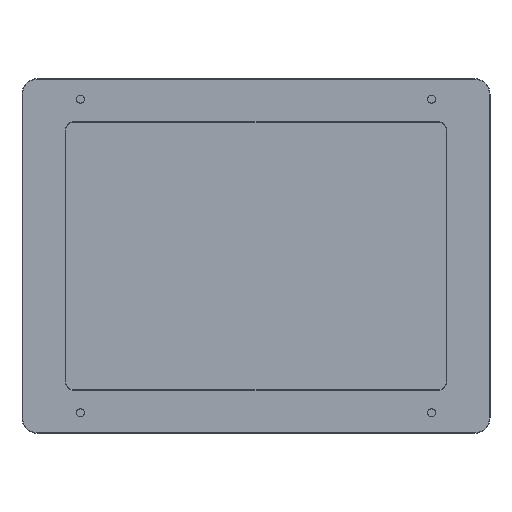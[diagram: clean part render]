
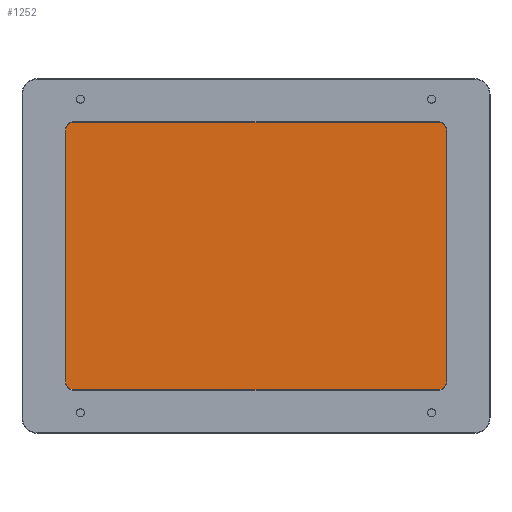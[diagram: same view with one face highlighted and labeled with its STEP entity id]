
A CAD part, front view. The second image highlights one B-rep face of the part: STEP entity #1252.
In plain terms, the highlighted planar face has unit normal (0, -1, 0).
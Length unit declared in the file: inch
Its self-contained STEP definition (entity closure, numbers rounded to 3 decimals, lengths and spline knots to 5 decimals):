
#66=FACE_OUTER_BOUND('',#150,.T.);
#150=EDGE_LOOP('',(#847,#848,#849,#850,#851,#852,#853,#854));
#247=LINE('',#1950,#363);
#248=LINE('',#1954,#364);
#249=LINE('',#1958,#365);
#250=LINE('',#1962,#366);
#363=VECTOR('',#1525,0.3937);
#364=VECTOR('',#1528,0.3937);
#365=VECTOR('',#1531,0.3937);
#366=VECTOR('',#1534,0.3937);
#479=CIRCLE('',#1361,0.212);
#480=CIRCLE('',#1362,0.212);
#481=CIRCLE('',#1363,0.212);
#482=CIRCLE('',#1364,0.212);
#551=VERTEX_POINT('',#1948);
#552=VERTEX_POINT('',#1949);
#553=VERTEX_POINT('',#1951);
#554=VERTEX_POINT('',#1953);
#555=VERTEX_POINT('',#1955);
#556=VERTEX_POINT('',#1957);
#557=VERTEX_POINT('',#1959);
#558=VERTEX_POINT('',#1961);
#663=EDGE_CURVE('',#551,#552,#247,.T.);
#664=EDGE_CURVE('',#553,#551,#479,.T.);
#665=EDGE_CURVE('',#554,#553,#248,.T.);
#666=EDGE_CURVE('',#555,#554,#480,.T.);
#667=EDGE_CURVE('',#556,#555,#249,.T.);
#668=EDGE_CURVE('',#557,#556,#481,.T.);
#669=EDGE_CURVE('',#558,#557,#250,.T.);
#670=EDGE_CURVE('',#552,#558,#482,.T.);
#847=ORIENTED_EDGE('',*,*,#663,.F.);
#848=ORIENTED_EDGE('',*,*,#664,.F.);
#849=ORIENTED_EDGE('',*,*,#665,.F.);
#850=ORIENTED_EDGE('',*,*,#666,.F.);
#851=ORIENTED_EDGE('',*,*,#667,.F.);
#852=ORIENTED_EDGE('',*,*,#668,.F.);
#853=ORIENTED_EDGE('',*,*,#669,.F.);
#854=ORIENTED_EDGE('',*,*,#670,.F.);
#1208=PLANE('',#1360);
#1252=ADVANCED_FACE('',(#66),#1208,.T.);
#1360=AXIS2_PLACEMENT_3D('',#1947,#1523,#1524);
#1361=AXIS2_PLACEMENT_3D('',#1952,#1526,#1527);
#1362=AXIS2_PLACEMENT_3D('',#1956,#1529,#1530);
#1363=AXIS2_PLACEMENT_3D('',#1960,#1532,#1533);
#1364=AXIS2_PLACEMENT_3D('',#1963,#1535,#1536);
#1523=DIRECTION('center_axis',(0.,-1.,0.));
#1524=DIRECTION('ref_axis',(-1.,0.,0.));
#1525=DIRECTION('',(1.,0.,0.));
#1526=DIRECTION('center_axis',(0.,1.,0.));
#1527=DIRECTION('ref_axis',(-1.,0.,0.));
#1528=DIRECTION('',(0.,0.,1.));
#1529=DIRECTION('center_axis',(0.,1.,0.));
#1530=DIRECTION('ref_axis',(0.,0.,
-1.));
#1531=DIRECTION('',(-1.,0.,0.));
#1532=DIRECTION('center_axis',(0.,1.,0.));
#1533=DIRECTION('ref_axis',(1.,0.,0.));
#1534=DIRECTION('',(0.,0.,-1.));
#1535=DIRECTION('center_axis',(0.,1.,0.));
#1536=DIRECTION('ref_axis',(0.,0.,
1.));
#1947=CARTESIAN_POINT('Origin',(5.94,-7.02828,-2.84366));
#1948=CARTESIAN_POINT('',(1.265,-7.02828,0.31156));
#1949=CARTESIAN_POINT('',(10.18382,-7.02828,0.31156));
#1950=CARTESIAN_POINT('',(7.95411,-7.02828,0.31156));
#1951=CARTESIAN_POINT('',(1.053,-7.02828,0.09956));
#1952=CARTESIAN_POINT('Origin',(1.265,-7.02828,0.09956));
#1953=CARTESIAN_POINT('',(1.053,-7.02828,-6.04366));
#1954=CARTESIAN_POINT('',(1.053,-7.02828,-1.43624));
#1955=CARTESIAN_POINT('',(1.265,-7.02828,-6.25566));
#1956=CARTESIAN_POINT('Origin',(1.265,-7.02828,-6.04366));
#1957=CARTESIAN_POINT('',(10.18382,-7.02828,-6.25566));
#1958=CARTESIAN_POINT('',(3.4947,-7.02828,-6.25566));
#1959=CARTESIAN_POINT('',(10.39582,-7.02828,-6.04366));
#1960=CARTESIAN_POINT('Origin',(10.18382,-7.02828,-6.04366));
#1961=CARTESIAN_POINT('',(10.39582,-7.02828,0.09956));
#1962=CARTESIAN_POINT('',(10.39582,-7.02828,-4.50786));
#1963=CARTESIAN_POINT('Origin',(10.18382,-7.02828,0.09956));
